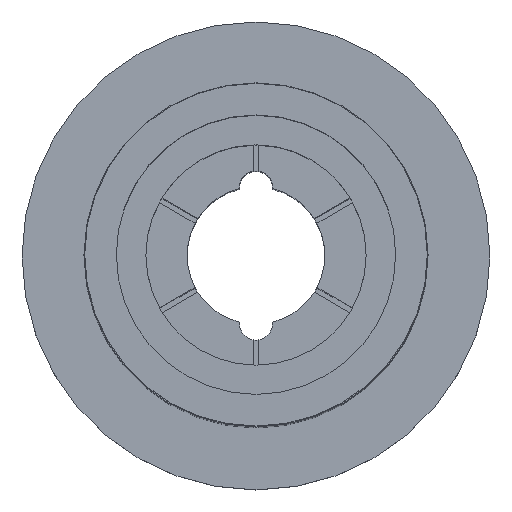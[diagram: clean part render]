
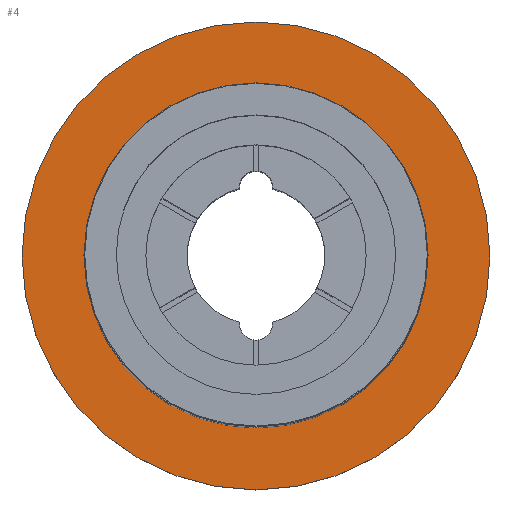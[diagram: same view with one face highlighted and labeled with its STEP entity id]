
A CAD part, top view. The second image highlights one B-rep face of the part: STEP entity #4.
In plain terms, the highlighted planar face has unit normal (0, 0, 1).
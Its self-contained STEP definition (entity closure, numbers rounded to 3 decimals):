
#4 = ADVANCED_FACE ( 'NONE', ( #531, #341 ), #534, .F. ) ;
#77 = EDGE_LOOP ( 'NONE', ( #279, #1724 ) ) ;
#172 = CARTESIAN_POINT ( 'NONE',  ( 12.5, 0., -53. ) ) ;
#181 = CARTESIAN_POINT ( 'NONE',  ( 0., 0., -53. ) ) ;
#197 = CIRCLE ( 'NONE', #544, 12.5 ) ;
#218 = DIRECTION ( 'NONE',  ( -1., 0., 0. ) ) ;
#239 = DIRECTION ( 'NONE',  ( 0., 0., 1. ) ) ;
#261 = AXIS2_PLACEMENT_3D ( 'NONE', #1538, #1034, #1506 ) ;
#279 = ORIENTED_EDGE ( 'NONE', *, *, #947, .T. ) ;
#308 = ORIENTED_EDGE ( 'NONE', *, *, #1418, .F. ) ;
#341 = FACE_OUTER_BOUND ( 'NONE', #77, .T. ) ;
#387 = CARTESIAN_POINT ( 'NONE',  ( 0., 12.5, -53. ) ) ;
#393 = ORIENTED_EDGE ( 'NONE', *, *, #1464, .F. ) ;
#428 = VERTEX_POINT ( 'NONE', #832 ) ;
#516 = CARTESIAN_POINT ( 'NONE',  ( 0., 0., -53. ) ) ;
#531 = FACE_BOUND ( 'NONE', #1278, .T. ) ;
#534 = PLANE ( 'NONE',  #876 ) ;
#544 = AXIS2_PLACEMENT_3D ( 'NONE', #872, #239, #709 ) ;
#709 = DIRECTION ( 'NONE',  ( 1., 0., 0. ) ) ;
#763 = CARTESIAN_POINT ( 'NONE',  ( 17., 0., -53. ) ) ;
#832 = CARTESIAN_POINT ( 'NONE',  ( -12.5, 0., -53. ) ) ;
#850 = DIRECTION ( 'NONE',  ( 1., 0., 0. ) ) ;
#872 = CARTESIAN_POINT ( 'NONE',  ( 0., 0., -53. ) ) ;
#876 = AXIS2_PLACEMENT_3D ( 'NONE', #387, #1844, #218 ) ;
#901 = CIRCLE ( 'NONE', #1692, 17. ) ;
#947 = EDGE_CURVE ( 'NONE', #1588, #1087, #1507, .T. ) ;
#1034 = DIRECTION ( 'NONE',  ( 0., 0., 1. ) ) ;
#1087 = VERTEX_POINT ( 'NONE', #1884 ) ;
#1157 = DIRECTION ( 'NONE',  ( 0., 0., 1. ) ) ;
#1278 = EDGE_LOOP ( 'NONE', ( #308, #393 ) ) ;
#1334 = VERTEX_POINT ( 'NONE', #172 ) ;
#1418 = EDGE_CURVE ( 'NONE', #1334, #428, #1557, .T. ) ;
#1464 = EDGE_CURVE ( 'NONE', #428, #1334, #197, .T. ) ;
#1506 = DIRECTION ( 'NONE',  ( 1., 0., 0. ) ) ;
#1507 = CIRCLE ( 'NONE', #261, 17. ) ;
#1538 = CARTESIAN_POINT ( 'NONE',  ( 0., 0., -53. ) ) ;
#1557 = CIRCLE ( 'NONE', #1766, 12.5 ) ;
#1588 = VERTEX_POINT ( 'NONE', #763 ) ;
#1681 = EDGE_CURVE ( 'NONE', #1087, #1588, #901, .T. ) ;
#1692 = AXIS2_PLACEMENT_3D ( 'NONE', #181, #1782, #1946 ) ;
#1724 = ORIENTED_EDGE ( 'NONE', *, *, #1681, .T. ) ;
#1766 = AXIS2_PLACEMENT_3D ( 'NONE', #516, #1157, #850 ) ;
#1782 = DIRECTION ( 'NONE',  ( 0., 0., 1. ) ) ;
#1844 = DIRECTION ( 'NONE',  ( 0., 0., -1. ) ) ;
#1884 = CARTESIAN_POINT ( 'NONE',  ( -17., 0., -53. ) ) ;
#1946 = DIRECTION ( 'NONE',  ( 1., 0., 0. ) ) ;
